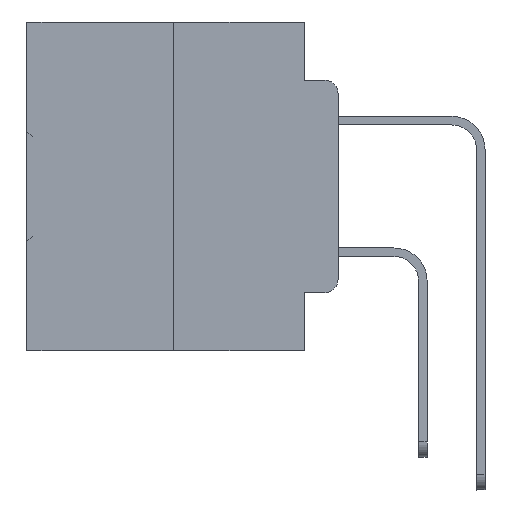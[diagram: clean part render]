
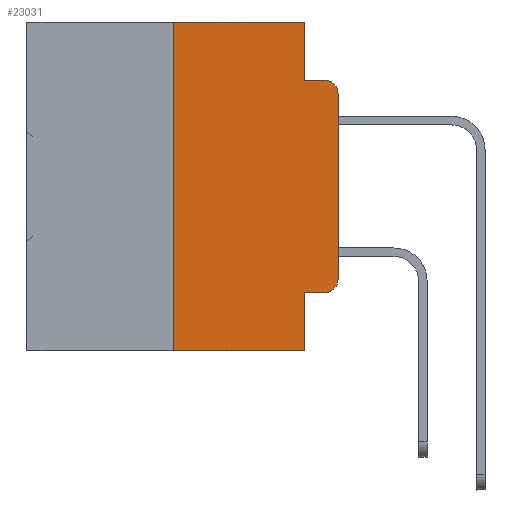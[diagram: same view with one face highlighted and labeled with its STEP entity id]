
A CAD part, left-side view. The second image highlights one B-rep face of the part: STEP entity #23031.
In plain terms, the highlighted planar face has unit normal (-1, 0, 0).
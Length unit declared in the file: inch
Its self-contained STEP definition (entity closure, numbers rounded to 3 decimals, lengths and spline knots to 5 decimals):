
#115 = CIRCLE ( 'NONE', #20842, 0.02 ) ;
#166 = ORIENTED_EDGE ( 'NONE', *, *, #19398, .F. ) ;
#434 = VECTOR ( 'NONE', #21226, 39.37008 ) ;
#791 = CARTESIAN_POINT ( 'NONE',  ( 0., 0.051, -0.0885 ) ) ;
#1119 = CARTESIAN_POINT ( 'NONE',  ( 0., 0.473, 0. ) ) ;
#1120 = EDGE_CURVE ( 'NONE', #17947, #18826, #17556, .T. ) ;
#2615 = ORIENTED_EDGE ( 'NONE', *, *, #1120, .F. ) ;
#4282 = DIRECTION ( 'NONE',  ( 0., 0., -1. ) ) ;
#4393 = CARTESIAN_POINT ( 'NONE',  ( 0., 0.25, -0.5 ) ) ;
#5713 = VERTEX_POINT ( 'NONE', #17260 ) ;
#5954 = VECTOR ( 'NONE', #11183, 39.37008 ) ;
#6587 = CARTESIAN_POINT ( 'NONE',  ( 0., 0.02, -0.3915 ) ) ;
#6986 = ORIENTED_EDGE ( 'NONE', *, *, #11488, .T. ) ;
#7384 = EDGE_CURVE ( 'NONE', #25408, #19935, #13072, .T. ) ;
#8121 = CARTESIAN_POINT ( 'NONE',  ( 0., 0., -0.1085 ) ) ;
#9331 = LINE ( 'NONE', #26661, #24295 ) ;
#9680 = DIRECTION ( 'NONE',  ( 0., 0., -1. ) ) ;
#9714 = CARTESIAN_POINT ( 'NONE',  ( 0., 0., 0. ) ) ;
#10340 = CARTESIAN_POINT ( 'NONE',  ( 0., 0.051, 0. ) ) ;
#10992 = VERTEX_POINT ( 'NONE', #38451 ) ;
#11183 = DIRECTION ( 'NONE',  ( 0., 0., -1. ) ) ;
#11488 = EDGE_CURVE ( 'NONE', #19935, #15795, #115, .T. ) ;
#12108 = VECTOR ( 'NONE', #12778, 39.37008 ) ;
#12252 = EDGE_CURVE ( 'NONE', #36619, #10992, #34835, .T. ) ;
#12343 = CARTESIAN_POINT ( 'NONE',  ( 0., 0.051, -0.0885 ) ) ;
#12778 = DIRECTION ( 'NONE',  ( 0., 0., 1. ) ) ;
#13072 = LINE ( 'NONE', #9714, #12108 ) ;
#13403 = PLANE ( 'NONE',  #37592 ) ;
#13533 = EDGE_CURVE ( 'NONE', #18826, #15795, #30633, .T. ) ;
#15059 = LINE ( 'NONE', #20238, #5954 ) ;
#15139 = CARTESIAN_POINT ( 'NONE',  ( 0., 0., -0.3915 ) ) ;
#15144 = ORIENTED_EDGE ( 'NONE', *, *, #12252, .T. ) ;
#15661 = DIRECTION ( 'NONE',  ( 0., 0., 1. ) ) ;
#15795 = VERTEX_POINT ( 'NONE', #34827 ) ;
#16310 = EDGE_CURVE ( 'NONE', #10992, #25408, #27643, .T. ) ;
#17260 = CARTESIAN_POINT ( 'NONE',  ( 0., 0.051, -0.5 ) ) ;
#17348 = CARTESIAN_POINT ( 'NONE',  ( 0., 0.02, -0.1085 ) ) ;
#17556 = LINE ( 'NONE', #10340, #33237 ) ;
#17688 = DIRECTION ( 'NONE',  ( 0., -1., 0. ) ) ;
#17728 = AXIS2_PLACEMENT_3D ( 'NONE', #6587, #27531, #9680 ) ;
#17947 = VERTEX_POINT ( 'NONE', #34858 ) ;
#18826 = VERTEX_POINT ( 'NONE', #791 ) ;
#19398 = EDGE_CURVE ( 'NONE', #21995, #17947, #28986, .T. ) ;
#19935 = VERTEX_POINT ( 'NONE', #8121 ) ;
#20238 = CARTESIAN_POINT ( 'NONE',  ( 0., 0.051, 0. ) ) ;
#20325 = DIRECTION ( 'NONE',  ( 0., 0., -1. ) ) ;
#20842 = AXIS2_PLACEMENT_3D ( 'NONE', #17348, #37907, #20325 ) ;
#21226 = DIRECTION ( 'NONE',  ( 0., -1., 0. ) ) ;
#21995 = VERTEX_POINT ( 'NONE', #23458 ) ;
#22358 = DIRECTION ( 'NONE',  ( 1., 0., 0. ) ) ;
#22945 = ORIENTED_EDGE ( 'NONE', *, *, #13533, .F. ) ;
#23031 = ADVANCED_FACE ( 'NONE', ( #28661 ), #13403, .F. ) ;
#23458 = CARTESIAN_POINT ( 'NONE',  ( 0., 0.25, 0. ) ) ;
#24295 = VECTOR ( 'NONE', #32583, 39.37008 ) ;
#24425 = CARTESIAN_POINT ( 'NONE',  ( 0., 0.25, 0. ) ) ;
#24779 = ORIENTED_EDGE ( 'NONE', *, *, #7384, .T. ) ;
#25408 = VERTEX_POINT ( 'NONE', #15139 ) ;
#26468 = DIRECTION ( 'NONE',  ( 0., -1., 0. ) ) ;
#26661 = CARTESIAN_POINT ( 'NONE',  ( 0., 0.473, -0.5 ) ) ;
#27022 = VECTOR ( 'NONE', #17688, 39.37008 ) ;
#27531 = DIRECTION ( 'NONE',  ( -1., 0., 0. ) ) ;
#27643 = CIRCLE ( 'NONE', #17728, 0.02 ) ;
#28057 = VECTOR ( 'NONE', #26468, 39.37008 ) ;
#28087 = ORIENTED_EDGE ( 'NONE', *, *, #32272, .T. ) ;
#28661 = FACE_OUTER_BOUND ( 'NONE', #38122, .T. ) ;
#28819 = VECTOR ( 'NONE', #15661, 39.37008 ) ;
#28986 = LINE ( 'NONE', #32280, #28057 ) ;
#30633 = LINE ( 'NONE', #12343, #434 ) ;
#31140 = DIRECTION ( 'NONE',  ( 0., 0., -1. ) ) ;
#32131 = EDGE_CURVE ( 'NONE', #36619, #5713, #15059, .T. ) ;
#32272 = EDGE_CURVE ( 'NONE', #38324, #5713, #9331, .T. ) ;
#32280 = CARTESIAN_POINT ( 'NONE',  ( 0., 0.473, 0. ) ) ;
#32382 = CARTESIAN_POINT ( 'NONE',  ( 0., 0.051, -0.4115 ) ) ;
#32583 = DIRECTION ( 'NONE',  ( 0., -1., 0. ) ) ;
#33146 = ORIENTED_EDGE ( 'NONE', *, *, #34088, .F. ) ;
#33237 = VECTOR ( 'NONE', #31140, 39.37008 ) ;
#34088 = EDGE_CURVE ( 'NONE', #38324, #21995, #36607, .T. ) ;
#34827 = CARTESIAN_POINT ( 'NONE',  ( 0., 0.02, -0.0885 ) ) ;
#34835 = LINE ( 'NONE', #32382, #27022 ) ;
#34858 = CARTESIAN_POINT ( 'NONE',  ( 0., 0.051, 0. ) ) ;
#35192 = CARTESIAN_POINT ( 'NONE',  ( 0., 0.051, -0.4115 ) ) ;
#36607 = LINE ( 'NONE', #24425, #28819 ) ;
#36619 = VERTEX_POINT ( 'NONE', #35192 ) ;
#37432 = ORIENTED_EDGE ( 'NONE', *, *, #16310, .T. ) ;
#37592 = AXIS2_PLACEMENT_3D ( 'NONE', #1119, #22358, #4282 ) ;
#37698 = ORIENTED_EDGE ( 'NONE', *, *, #32131, .F. ) ;
#37907 = DIRECTION ( 'NONE',  ( -1., 0., 0. ) ) ;
#38122 = EDGE_LOOP ( 'NONE', ( #24779, #6986, #22945, #2615, #166, #33146, #28087, #37698, #15144, #37432 ) ) ;
#38324 = VERTEX_POINT ( 'NONE', #4393 ) ;
#38451 = CARTESIAN_POINT ( 'NONE',  ( 0., 0.02, -0.4115 ) ) ;
